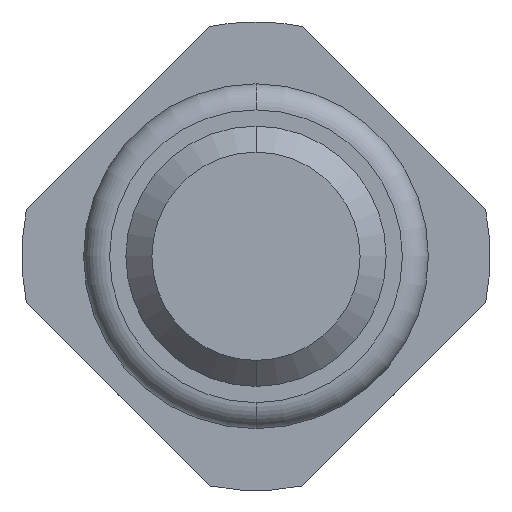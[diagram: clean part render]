
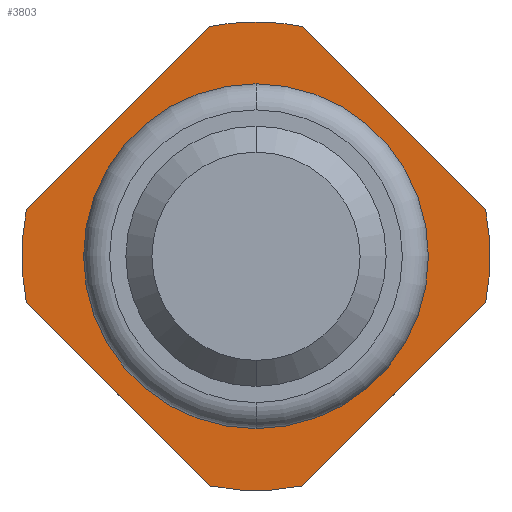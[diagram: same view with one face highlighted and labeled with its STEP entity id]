
A CAD part, front view. The second image highlights one B-rep face of the part: STEP entity #3803.
In plain terms, the highlighted planar face has unit normal (0, -1, 0).
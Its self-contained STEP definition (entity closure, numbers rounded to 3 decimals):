
#34 = CARTESIAN_POINT ( 'NONE',  ( 0., -2., 0. ) ) ;
#101 = CARTESIAN_POINT ( 'NONE',  ( -0.357, -2., -1.764 ) ) ;
#115 = EDGE_CURVE ( 'Defeature ausgef�hrt2_0+Defeature ausgef�hrt2_12+Defeature ausgef�hrt2_12+Defeature ausgef�hrt2_12', #1012, #2291, #403, .T. ) ;
#124 = DIRECTION ( 'NONE',  ( 0., 0., 1. ) ) ;
#188 = VECTOR ( 'NONE', #1695, 1000. ) ;
#304 = DIRECTION ( 'NONE',  ( 0., 0., 1. ) ) ;
#375 = DIRECTION ( 'NONE',  ( -0.707, 0., -0.707 ) ) ;
#403 = CIRCLE ( 'NONE', #3893, 1.325 ) ;
#452 = CARTESIAN_POINT ( 'NONE',  ( 1.764, -2., 0.357 ) ) ;
#548 = DIRECTION ( 'NONE',  ( 0., 0., 1. ) ) ;
#655 = CARTESIAN_POINT ( 'NONE',  ( -1.764, -2., 0.357 ) ) ;
#731 = DIRECTION ( 'NONE',  ( 0., 0., 1. ) ) ;
#733 = VERTEX_POINT ( 'NONE', #2822 ) ;
#771 = ORIENTED_EDGE ( 'NONE', *, *, #1984, .F. ) ;
#772 = CARTESIAN_POINT ( 'NONE',  ( 0., -2., -1.325 ) ) ;
#788 = CARTESIAN_POINT ( 'NONE',  ( 0., -2., 0. ) ) ;
#813 = ORIENTED_EDGE ( 'NONE', *, *, #4048, .F. ) ;
#819 = EDGE_CURVE ( 'Defeature ausgef�hrt2_0+Defeature ausgef�hrt2_12+Defeature ausgef�hrt2_12+Defeature ausgef�hrt2_12', #2291, #1012, #2593, .T. ) ;
#824 = EDGE_LOOP ( 'NONE', ( #2863, #2394 ) ) ;
#831 = CARTESIAN_POINT ( 'NONE',  ( -0.161, -2., 1.961 ) ) ;
#843 = LINE ( 'NONE', #1971, #188 ) ;
#927 = AXIS2_PLACEMENT_3D ( 'NONE', #1976, #973, #2253 ) ;
#973 = DIRECTION ( 'NONE',  ( 0., 1., 0. ) ) ;
#1012 = VERTEX_POINT ( 'NONE', #3840 ) ;
#1052 = AXIS2_PLACEMENT_3D ( 'NONE', #3672, #3993, #731 ) ;
#1063 = CARTESIAN_POINT ( 'NONE',  ( 1.961, -2., -0.161 ) ) ;
#1165 = DIRECTION ( 'NONE',  ( 0., 1., 0. ) ) ;
#1218 = AXIS2_PLACEMENT_3D ( 'NONE', #34, #3300, #1982 ) ;
#1288 = CARTESIAN_POINT ( 'NONE',  ( 0., -2., 1.8 ) ) ;
#1337 = VERTEX_POINT ( 'NONE', #655 ) ;
#1416 = EDGE_CURVE ( 'Defeature ausgef�hrt2_2+Defeature ausgef�hrt2_0+Defeature ausgef�hrt2_17+Defeature ausgef�hrt2_18', #3974, #3716, #3887, .T. ) ;
#1448 = CIRCLE ( 'NONE', #2933, 1.8 ) ;
#1452 = VECTOR ( 'NONE', #3331, 1000. ) ;
#1595 = VERTEX_POINT ( 'NONE', #2951 ) ;
#1641 = DIRECTION ( 'NONE',  ( 0., 1., 0. ) ) ;
#1680 = EDGE_CURVE ( 'Defeature ausgef�hrt2_18+Defeature ausgef�hrt2_0+Defeature ausgef�hrt2_2+Defeature ausgef�hrt2_1', #2658, #2554, #2276, .T. ) ;
#1695 = DIRECTION ( 'NONE',  ( -0.707, 0., 0.707 ) ) ;
#1715 = LINE ( 'NONE', #831, #3989 ) ;
#1971 = CARTESIAN_POINT ( 'NONE',  ( -0.161, -2., -1.961 ) ) ;
#1976 = CARTESIAN_POINT ( 'NONE',  ( 1.8, -2., 0. ) ) ;
#1982 = DIRECTION ( 'NONE',  ( 0., 0., 1. ) ) ;
#1984 = EDGE_CURVE ( 'Defeature ausgef�hrt2_4+Defeature ausgef�hrt2_0+Defeature ausgef�hrt2_15+Defeature ausgef�hrt2_16', #733, #3445, #3881, .T. ) ;
#2023 = CARTESIAN_POINT ( 'NONE',  ( -0.357, -2., 1.764 ) ) ;
#2037 = ORIENTED_EDGE ( 'NONE', *, *, #1680, .F. ) ;
#2063 = DIRECTION ( 'NONE',  ( 0., 1., 0. ) ) ;
#2217 = FACE_OUTER_BOUND ( 'NONE', #2333, .T. ) ;
#2253 = DIRECTION ( 'NONE',  ( 0., 0., 1. ) ) ;
#2276 = LINE ( 'NONE', #3020, #1452 ) ;
#2291 = VERTEX_POINT ( 'NONE', #772 ) ;
#2293 = CARTESIAN_POINT ( 'NONE',  ( 0., -2., 0. ) ) ;
#2333 = EDGE_LOOP ( 'NONE', ( #2037, #4176, #2680, #3596, #3785, #3296, #771, #813, #3633 ) ) ;
#2394 = ORIENTED_EDGE ( 'NONE', *, *, #819, .T. ) ;
#2398 = CARTESIAN_POINT ( 'NONE',  ( 0.357, -2., 1.764 ) ) ;
#2463 = CIRCLE ( 'NONE', #1218, 1.8 ) ;
#2496 = AXIS2_PLACEMENT_3D ( 'NONE', #2293, #1641, #2953 ) ;
#2509 = DIRECTION ( 'NONE',  ( 0.707, 0., 0.707 ) ) ;
#2554 = VERTEX_POINT ( 'NONE', #452 ) ;
#2575 = CARTESIAN_POINT ( 'NONE',  ( 0., -2., 0. ) ) ;
#2579 = LINE ( 'NONE', #1063, #2890 ) ;
#2593 = CIRCLE ( 'NONE', #1052, 1.325 ) ;
#2632 = FACE_BOUND ( 'NONE', #824, .T. ) ;
#2658 = VERTEX_POINT ( 'NONE', #2398 ) ;
#2680 = ORIENTED_EDGE ( 'NONE', *, *, #1416, .F. ) ;
#2692 = PLANE ( 'NONE',  #927 ) ;
#2704 = VERTEX_POINT ( 'NONE', #2793 ) ;
#2792 = EDGE_CURVE ( 'Defeature ausgef�hrt2_2+Defeature ausgef�hrt2_0+Defeature ausgef�hrt2_17+Defeature ausgef�hrt2_18', #3716, #2658, #1448, .T. ) ;
#2793 = CARTESIAN_POINT ( 'NONE',  ( -1.764, -2., -0.357 ) ) ;
#2822 = CARTESIAN_POINT ( 'NONE',  ( 0.357, -2., -1.764 ) ) ;
#2863 = ORIENTED_EDGE ( 'NONE', *, *, #115, .T. ) ;
#2890 = VECTOR ( 'NONE', #375, 1000. ) ;
#2894 = CIRCLE ( 'NONE', #4040, 1.8 ) ;
#2918 = DIRECTION ( 'NONE',  ( 0., 1., 0. ) ) ;
#2933 = AXIS2_PLACEMENT_3D ( 'NONE', #3865, #2918, #3569 ) ;
#2951 = CARTESIAN_POINT ( 'NONE',  ( 1.764, -2., -0.357 ) ) ;
#2953 = DIRECTION ( 'NONE',  ( 0., 0., 1. ) ) ;
#2983 = EDGE_CURVE ( 'Defeature ausgef�hrt2_16+Defeature ausgef�hrt2_0+Defeature ausgef�hrt2_4+Defeature ausgef�hrt2_3', #3445, #2704, #843, .T. ) ;
#3020 = CARTESIAN_POINT ( 'NONE',  ( 1.961, -2., 0.161 ) ) ;
#3026 = EDGE_CURVE ( 'Defeature ausgef�hrt2_1+Defeature ausgef�hrt2_0+Defeature ausgef�hrt2_18+Defeature ausgef�hrt2_15', #2554, #1595, #2894, .T. ) ;
#3191 = CARTESIAN_POINT ( 'NONE',  ( 0., -2., 0. ) ) ;
#3296 = ORIENTED_EDGE ( 'NONE', *, *, #2983, .F. ) ;
#3300 = DIRECTION ( 'NONE',  ( 0., 1., 0. ) ) ;
#3331 = DIRECTION ( 'NONE',  ( 0.707, 0., -0.707 ) ) ;
#3445 = VERTEX_POINT ( 'NONE', #101 ) ;
#3569 = DIRECTION ( 'NONE',  ( 0., 0., 1. ) ) ;
#3596 = ORIENTED_EDGE ( 'NONE', *, *, #3618, .F. ) ;
#3618 = EDGE_CURVE ( 'Defeature ausgef�hrt2_17+Defeature ausgef�hrt2_0+Defeature ausgef�hrt2_3+Defeature ausgef�hrt2_2', #1337, #3974, #1715, .T. ) ;
#3633 = ORIENTED_EDGE ( 'NONE', *, *, #3026, .F. ) ;
#3672 = CARTESIAN_POINT ( 'NONE',  ( 0., -2., 0. ) ) ;
#3716 = VERTEX_POINT ( 'NONE', #1288 ) ;
#3741 = EDGE_CURVE ( 'Defeature ausgef�hrt2_3+Defeature ausgef�hrt2_0+Defeature ausgef�hrt2_16+Defeature ausgef�hrt2_17', #2704, #1337, #2463, .T. ) ;
#3785 = ORIENTED_EDGE ( 'NONE', *, *, #3741, .F. ) ;
#3803 = ADVANCED_FACE ( 'Defeature ausgef�hrt2_0', ( #2632, #2217 ), #2692, .F. ) ;
#3840 = CARTESIAN_POINT ( 'NONE',  ( 0., -2., 1.325 ) ) ;
#3865 = CARTESIAN_POINT ( 'NONE',  ( 0., -2., 0. ) ) ;
#3881 = CIRCLE ( 'NONE', #3928, 1.8 ) ;
#3887 = CIRCLE ( 'NONE', #2496, 1.8 ) ;
#3893 = AXIS2_PLACEMENT_3D ( 'NONE', #3191, #1165, #548 ) ;
#3928 = AXIS2_PLACEMENT_3D ( 'NONE', #2575, #4230, #304 ) ;
#3974 = VERTEX_POINT ( 'NONE', #2023 ) ;
#3989 = VECTOR ( 'NONE', #2509, 1000. ) ;
#3993 = DIRECTION ( 'NONE',  ( 0., 1., 0. ) ) ;
#4040 = AXIS2_PLACEMENT_3D ( 'NONE', #788, #2063, #124 ) ;
#4048 = EDGE_CURVE ( 'Defeature ausgef�hrt2_15+Defeature ausgef�hrt2_0+Defeature ausgef�hrt2_1+Defeature ausgef�hrt2_4', #1595, #733, #2579, .T. ) ;
#4176 = ORIENTED_EDGE ( 'NONE', *, *, #2792, .F. ) ;
#4230 = DIRECTION ( 'NONE',  ( 0., 1., 0. ) ) ;
